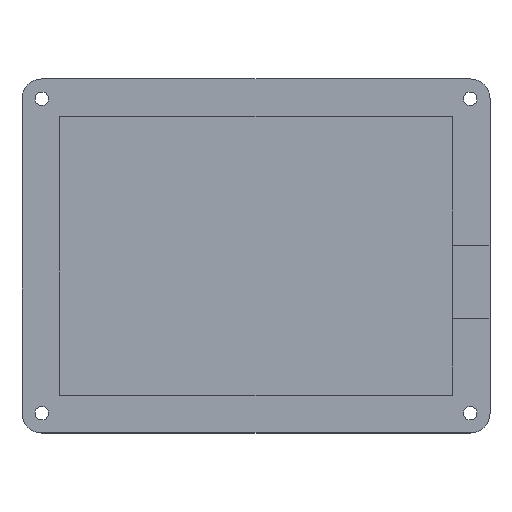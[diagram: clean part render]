
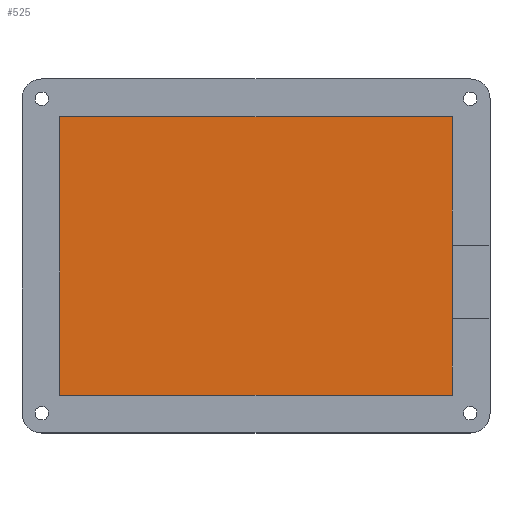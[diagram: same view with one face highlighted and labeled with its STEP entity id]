
A CAD part, top view. The second image highlights one B-rep face of the part: STEP entity #525.
In plain terms, the highlighted planar face has unit normal (0, 0, 1).
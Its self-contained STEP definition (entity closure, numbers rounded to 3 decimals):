
#35=PLANE('',#581);
#57=FACE_OUTER_BOUND('',#91,.T.);
#91=EDGE_LOOP('',(#425,#426,#427,#428));
#149=LINE('',#861,#197);
#150=LINE('',#863,#198);
#151=LINE('',#865,#199);
#152=LINE('',#866,#200);
#197=VECTOR('',#695,10.);
#198=VECTOR('',#696,10.);
#199=VECTOR('',#697,10.);
#200=VECTOR('',#698,10.);
#269=VERTEX_POINT('',#859);
#270=VERTEX_POINT('',#860);
#271=VERTEX_POINT('',#862);
#272=VERTEX_POINT('',#864);
#329=EDGE_CURVE('',#269,#270,#149,.T.);
#330=EDGE_CURVE('',#271,#269,#150,.T.);
#331=EDGE_CURVE('',#272,#271,#151,.T.);
#332=EDGE_CURVE('',#270,#272,#152,.T.);
#425=ORIENTED_EDGE('',*,*,#329,.F.);
#426=ORIENTED_EDGE('',*,*,#330,.F.);
#427=ORIENTED_EDGE('',*,*,#331,.F.);
#428=ORIENTED_EDGE('',*,*,#332,.F.);
#525=ADVANCED_FACE('',(#57),#35,.T.);
#581=AXIS2_PLACEMENT_3D('',#858,#693,#694);
#693=DIRECTION('center_axis',(0.,0.,1.));
#694=DIRECTION('ref_axis',(1.,0.,0.));
#695=DIRECTION('',(-1.,0.,0.));
#696=DIRECTION('',(0.,-1.,0.));
#697=DIRECTION('',(1.,0.,0.));
#698=DIRECTION('',(0.,1.,0.));
#858=CARTESIAN_POINT('Origin',(4.772,1.508,3.));
#859=CARTESIAN_POINT('',(54.397,-33.717,3.));
#860=CARTESIAN_POINT('',(-44.853,-33.717,3.));
#861=CARTESIAN_POINT('',(29.585,-33.717,3.));
#862=CARTESIAN_POINT('',(54.397,36.733,3.));
#863=CARTESIAN_POINT('',(54.397,19.12,3.));
#864=CARTESIAN_POINT('',(-44.853,36.733,3.));
#865=CARTESIAN_POINT('',(-20.04,36.733,3.));
#866=CARTESIAN_POINT('',(-44.853,-16.105,3.));
